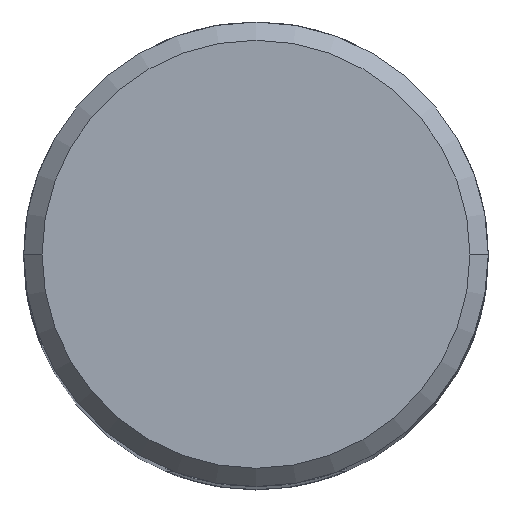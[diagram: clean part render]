
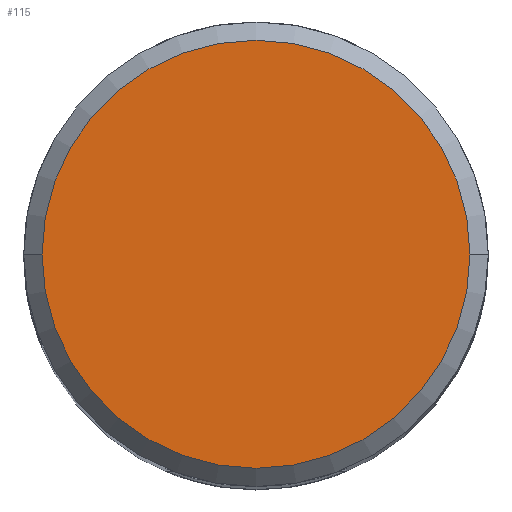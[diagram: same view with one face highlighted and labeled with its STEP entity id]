
A CAD part, top view. The second image highlights one B-rep face of the part: STEP entity #115.
In plain terms, the highlighted planar face has unit normal (0, 0, 1).
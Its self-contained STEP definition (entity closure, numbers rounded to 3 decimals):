
#115=ADVANCED_FACE('',(#150),#134,.F.);
#134=PLANE('',#415);
#150=FACE_OUTER_BOUND('',#172,.T.);
#172=EDGE_LOOP('',(#219,#220));
#219=ORIENTED_EDGE('',*,*,#333,.F.);
#220=ORIENTED_EDGE('',*,*,#338,.F.);
#302=VERTEX_POINT('',#598);
#303=VERTEX_POINT('',#599);
#333=EDGE_CURVE('',#302,#303,#363,.T.);
#338=EDGE_CURVE('',#303,#302,#366,.T.);
#363=CIRCLE('',#409,11.7);
#366=CIRCLE('',#414,11.7);
#409=AXIS2_PLACEMENT_3D('',#597,#466,#467);
#414=AXIS2_PLACEMENT_3D('',#607,#478,#479);
#415=AXIS2_PLACEMENT_3D('',#608,#480,#481);
#466=DIRECTION('',(0.,0.,-1.));
#467=DIRECTION('',(-1.,0.,0.));
#478=DIRECTION('',(0.,0.,-1.));
#479=DIRECTION('',(-1.,0.,0.));
#480=DIRECTION('',(0.,0.,-1.));
#481=DIRECTION('',(1.,0.,0.));
#597=CARTESIAN_POINT('',(0.,0.,0.));
#598=CARTESIAN_POINT('',(-11.7,0.,0.));
#599=CARTESIAN_POINT('',(11.7,0.,0.));
#607=CARTESIAN_POINT('',(0.,0.,0.));
#608=CARTESIAN_POINT('',(0.,3.,0.));
